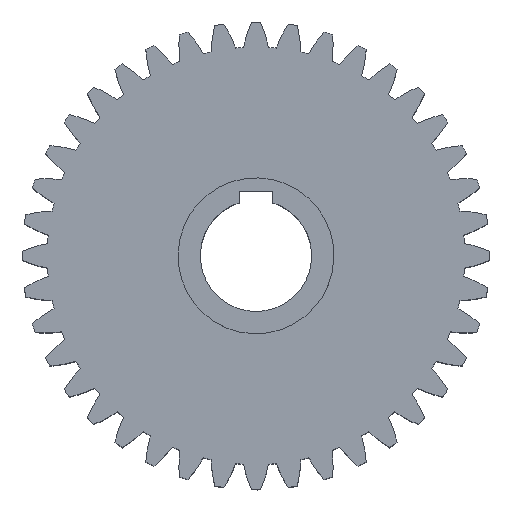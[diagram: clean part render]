
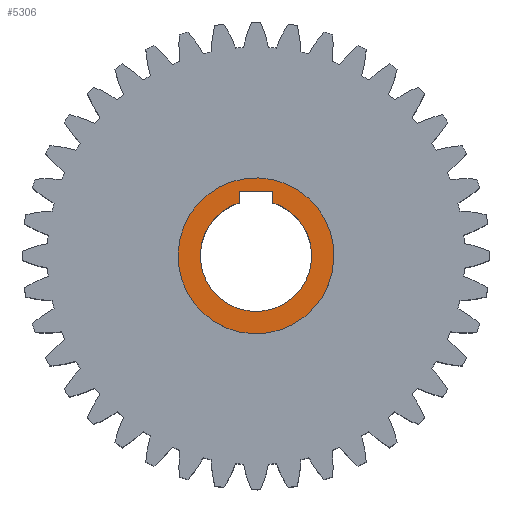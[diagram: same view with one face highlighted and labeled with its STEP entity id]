
A CAD part, top view. The second image highlights one B-rep face of the part: STEP entity #5306.
In plain terms, the highlighted planar face has unit normal (0, 0, 1).
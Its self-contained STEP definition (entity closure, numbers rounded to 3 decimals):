
#88=CARTESIAN_POINT('',(3.,9.539,42.));
#89=VERTEX_POINT('',#88);
#96=CARTESIAN_POINT('',(-3.,9.539,42.));
#97=VERTEX_POINT('',#96);
#98=CARTESIAN_POINT('',(0.,0.,42.));
#99=DIRECTION('',(-0.3,0.954,0.));
#100=DIRECTION('',(0.,0.,1.));
#101=AXIS2_PLACEMENT_3D('',#98,#100,#99);
#102=CIRCLE('',#101,10.);
#103=EDGE_CURVE('',#97,#89,#102,.T.);
#127=CARTESIAN_POINT('',(3.,11.6,42.));
#128=VERTEX_POINT('',#127);
#135=CARTESIAN_POINT('',(3.,9.539,42.));
#136=DIRECTION('',(0.,1.,0.));
#137=VECTOR('',#136,2.061);
#138=LINE('',#135,#137);
#139=EDGE_CURVE('',#89,#128,#138,.T.);
#158=CARTESIAN_POINT('',(-3.,11.6,42.));
#159=VERTEX_POINT('',#158);
#166=CARTESIAN_POINT('',(3.,11.6,42.));
#167=DIRECTION('',(-1.,0.,0.));
#168=VECTOR('',#167,6.);
#169=LINE('',#166,#168);
#170=EDGE_CURVE('',#128,#159,#169,.T.);
#188=CARTESIAN_POINT('',(-3.,11.6,42.));
#189=DIRECTION('',(0.,-1.,0.));
#190=VECTOR('',#189,2.061);
#191=LINE('',#188,#190);
#192=EDGE_CURVE('',#159,#97,#191,.T.);
#214=CARTESIAN_POINT('',(-13.315,-4.326,42.));
#215=VERTEX_POINT('',#214);
#222=CARTESIAN_POINT('',(13.315,4.326,42.));
#223=VERTEX_POINT('',#222);
#224=CARTESIAN_POINT('',(0.,0.,42.));
#225=DIRECTION('',(-0.951,-0.309,0.));
#226=DIRECTION('',(0.,0.,-1.));
#227=AXIS2_PLACEMENT_3D('',#224,#226,#225);
#228=CIRCLE('',#227,14.);
#229=EDGE_CURVE('',#215,#223,#228,.T.);
#231=CARTESIAN_POINT('',(0.,0.,42.));
#232=DIRECTION('',(0.951,0.309,0.));
#233=DIRECTION('',(-0.,0.,-1.));
#234=AXIS2_PLACEMENT_3D('',#231,#233,#232);
#235=CIRCLE('',#234,14.);
#236=EDGE_CURVE('',#223,#215,#235,.T.);
#5291=CARTESIAN_POINT('',(0.,0.,42.));
#5292=DIRECTION('',(-1.,0.,0.));
#5293=DIRECTION('',(0.,0.,-1.));
#5294=AXIS2_PLACEMENT_3D('',#5291,#5293,#5292);
#5295=PLANE('',#5294);
#5296=ORIENTED_EDGE('',*,*,#229,.T.);
#5297=ORIENTED_EDGE('',*,*,#236,.T.);
#5298=EDGE_LOOP('',(#5296,#5297));
#5299=FACE_OUTER_BOUND('',#5298,.F.);
#5300=ORIENTED_EDGE('',*,*,#170,.T.);
#5301=ORIENTED_EDGE('',*,*,#192,.T.);
#5302=ORIENTED_EDGE('',*,*,#103,.T.);
#5303=ORIENTED_EDGE('',*,*,#139,.T.);
#5304=EDGE_LOOP('',(#5300,#5301,#5302,#5303));
#5305=FACE_BOUND('',#5304,.F.);
#5306=ADVANCED_FACE('F145',(#5299,#5305),#5295,.F.);
